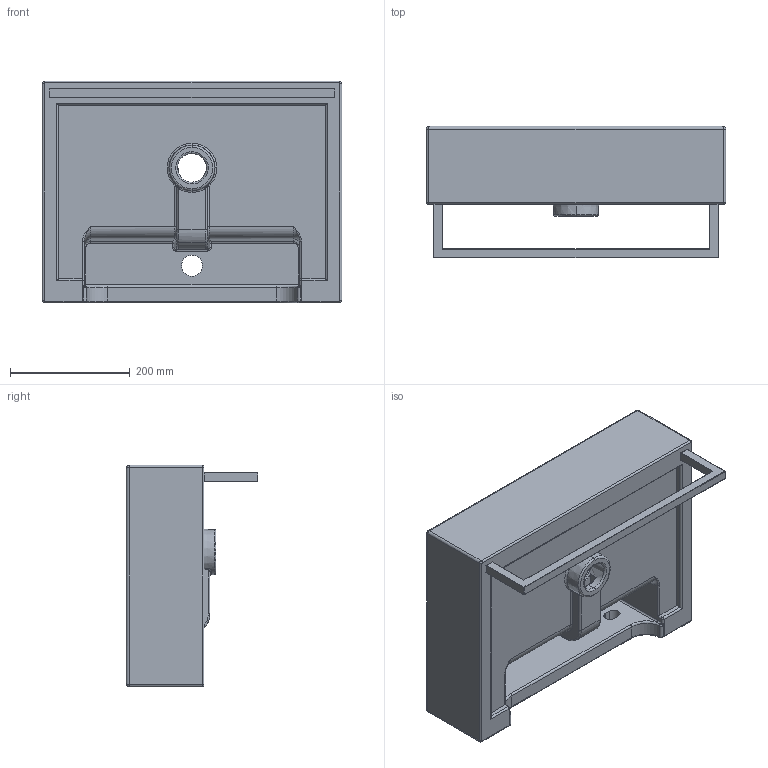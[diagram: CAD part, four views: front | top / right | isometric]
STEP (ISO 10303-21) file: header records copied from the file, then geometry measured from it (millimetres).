
FILE_DESCRIPTION (( 'STEP AP214' ), '1' );
FILE_NAME ('39001_STEP_V10421.STEP', '2021-04-09T15:14:46', ( '' ), ( '' ), 'SwSTEP 2.0', 'SolidWorks 2019', '' );
FILE_SCHEMA (( 'AUTOMOTIVE_DESIGN' ));
Length unit declared in the file: millimetre
Products named in the file (1): 39001_STEP_V10421
Bounding box: 500 x 220 x 370 mm (x, y, z)
Volume: 9510653.2 mm3; surface area: 857279 mm2
Topology: 3 solids, 3 shells, 260 faces, 610 edges, 332 vertices
Faces by surface type: cylinder 103, plane 52, bspline 47, torus 30, sphere 26, cone 2
Entity records: 10537 total; most frequent: CARTESIAN_POINT 5039, ORIENTED_EDGE 1168, DIRECTION 1123, EDGE_CURVE 584, AXIS2_PLACEMENT_3D 450, VERTEX_POINT 332, EDGE_LOOP 274, FACE_OUTER_BOUND 260
